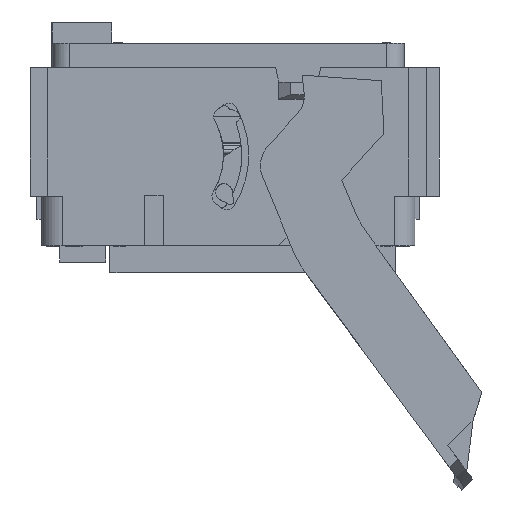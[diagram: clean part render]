
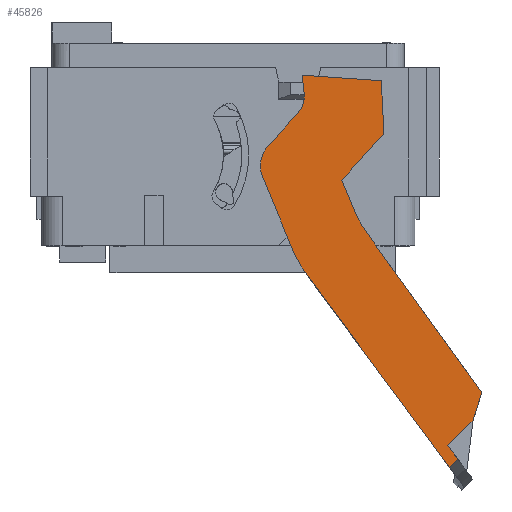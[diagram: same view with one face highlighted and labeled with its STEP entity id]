
A CAD part, front view. The second image highlights one B-rep face of the part: STEP entity #45826.
In plain terms, the highlighted planar face has unit normal (0, -1, 0).
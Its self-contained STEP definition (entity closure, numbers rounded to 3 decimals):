
#39953=PLANE('',#130504);
#45826=ADVANCED_FACE('',(#51646),#39953,.T.);
#51646=FACE_OUTER_BOUND('',#56899,.T.);
#56899=EDGE_LOOP('',(#99806,#99807,#99808,#99809,#99810,#99811,#99812,#99813,
#99814,#99815,#99816,#99817,#99818,#99819,#99820,#99821,#99822));
#65585=LINE('',#184418,#74632);
#65668=LINE('',#184666,#74715);
#65714=LINE('',#184759,#74761);
#65736=LINE('',#184800,#74783);
#65816=LINE('',#185033,#74864);
#65817=LINE('',#185037,#74865);
#65818=LINE('',#185041,#74866);
#65819=LINE('',#185043,#74867);
#65820=LINE('',#185044,#74868);
#65821=LINE('',#185047,#74869);
#65822=LINE('',#185049,#74870);
#65823=LINE('',#185051,#74871);
#65824=LINE('',#185053,#74872);
#74632=VECTOR('',#153764,1.);
#74715=VECTOR('',#153993,1.);
#74761=VECTOR('',#154065,1.);
#74783=VECTOR('',#154103,1.);
#74864=VECTOR('',#154324,1.);
#74865=VECTOR('',#154327,1.);
#74866=VECTOR('',#154330,1.);
#74867=VECTOR('',#154331,1.);
#74868=VECTOR('',#154332,1.);
#74869=VECTOR('',#154335,1.);
#74870=VECTOR('',#154336,1.);
#74871=VECTOR('',#154337,1.);
#74872=VECTOR('',#154338,1.);
#99806=ORIENTED_EDGE('',*,*,#121389,.T.);
#99807=ORIENTED_EDGE('',*,*,#121390,.F.);
#99808=ORIENTED_EDGE('',*,*,#121391,.T.);
#99809=ORIENTED_EDGE('',*,*,#121392,.T.);
#99810=ORIENTED_EDGE('',*,*,#121393,.T.);
#99811=ORIENTED_EDGE('',*,*,#121394,.T.);
#99812=ORIENTED_EDGE('',*,*,#121283,.F.);
#99813=ORIENTED_EDGE('',*,*,#121215,.F.);
#99814=ORIENTED_EDGE('',*,*,#121395,.F.);
#99815=ORIENTED_EDGE('',*,*,#121261,.F.);
#99816=ORIENTED_EDGE('',*,*,#121396,.F.);
#99817=ORIENTED_EDGE('',*,*,#121397,.T.);
#99818=ORIENTED_EDGE('',*,*,#121398,.F.);
#99819=ORIENTED_EDGE('',*,*,#121399,.F.);
#99820=ORIENTED_EDGE('',*,*,#121400,.F.);
#99821=ORIENTED_EDGE('',*,*,#121095,.T.);
#99822=ORIENTED_EDGE('',*,*,#121094,.T.);
#108554=VERTEX_POINT('',#184411);
#108556=VERTEX_POINT('',#184415);
#108557=VERTEX_POINT('',#184419);
#108640=VERTEX_POINT('',#184665);
#108641=VERTEX_POINT('',#184667);
#108674=VERTEX_POINT('',#184758);
#108675=VERTEX_POINT('',#184760);
#108686=VERTEX_POINT('',#184801);
#108741=VERTEX_POINT('',#185034);
#108742=VERTEX_POINT('',#185036);
#108743=VERTEX_POINT('',#185038);
#108744=VERTEX_POINT('',#185040);
#108745=VERTEX_POINT('',#185042);
#108746=VERTEX_POINT('',#185046);
#108747=VERTEX_POINT('',#185048);
#108748=VERTEX_POINT('',#185050);
#108749=VERTEX_POINT('',#185052);
#121094=EDGE_CURVE('',#108554,#108556,#122991,.T.);
#121095=EDGE_CURVE('',#108557,#108554,#65585,.T.);
#121215=EDGE_CURVE('',#108640,#108641,#65668,.T.);
#121261=EDGE_CURVE('',#108674,#108675,#65714,.T.);
#121283=EDGE_CURVE('',#108641,#108686,#65736,.T.);
#121389=EDGE_CURVE('',#108556,#108741,#65816,.T.);
#121390=EDGE_CURVE('',#108742,#108741,#123044,.T.);
#121391=EDGE_CURVE('',#108742,#108743,#65817,.T.);
#121392=EDGE_CURVE('',#108743,#108744,#123045,.T.);
#121393=EDGE_CURVE('',#108744,#108745,#65818,.T.);
#121394=EDGE_CURVE('',#108745,#108686,#65819,.T.);
#121395=EDGE_CURVE('',#108675,#108640,#65820,.T.);
#121396=EDGE_CURVE('',#108746,#108674,#123046,.T.);
#121397=EDGE_CURVE('',#108746,#108747,#65821,.T.);
#121398=EDGE_CURVE('',#108748,#108747,#65822,.T.);
#121399=EDGE_CURVE('',#108749,#108748,#65823,.T.);
#121400=EDGE_CURVE('',#108557,#108749,#65824,.T.);
#122991=CIRCLE('',#130335,4.1);
#123044=CIRCLE('',#130501,5.);
#123045=CIRCLE('',#130502,20.);
#123046=CIRCLE('',#130503,20.);
#130335=AXIS2_PLACEMENT_3D('',#184416,#153760,#153761);
#130501=AXIS2_PLACEMENT_3D('',#185035,#154325,#154326);
#130502=AXIS2_PLACEMENT_3D('',#185039,#154328,#154329);
#130503=AXIS2_PLACEMENT_3D('',#185045,#154333,#154334);
#130504=AXIS2_PLACEMENT_3D('',#185054,#154339,#154340);
#153760=DIRECTION('',(0.,1.,0.));
#153761=DIRECTION('',(-0.982,0.,-0.19));
#153764=DIRECTION('',(0.104,0.,-0.995));
#153993=DIRECTION('',(-0.709,0.,-0.705));
#154065=DIRECTION('',(0.585,0.,-0.811));
#154103=DIRECTION('',(0.595,0.,-0.803));
#154324=DIRECTION('',(-0.671,0.,-0.741));
#154325=DIRECTION('',(0.,1.,0.));
#154326=DIRECTION('',(-0.982,0.,-0.19));
#154327=DIRECTION('',(0.383,0.,-0.924));
#154328=DIRECTION('',(0.,-1.,0.));
#154329=DIRECTION('',(-0.982,0.,-0.19));
#154330=DIRECTION('',(0.595,0.,-0.803));
#154331=DIRECTION('',(0.709,0.,0.705));
#154332=DIRECTION('',(-0.294,0.,-0.956));
#154333=DIRECTION('',(0.,-1.,0.));
#154334=DIRECTION('',(-0.982,0.,-0.19));
#154335=DIRECTION('',(-0.383,0.,0.924));
#154336=DIRECTION('',(-0.671,0.,-0.741));
#154337=DIRECTION('',(0.052,0.,-0.999));
#154338=DIRECTION('',(0.998,0.,-0.07));
#154339=DIRECTION('',(0.,-1.,0.));
#154340=DIRECTION('',(-0.99,0.,-0.139));
#184411=CARTESIAN_POINT('',(-19.685,-39.286,26.043));
#184415=CARTESIAN_POINT('',(-20.725,-39.286,22.863));
#184416=CARTESIAN_POINT('',(-23.763,-39.286,25.616));
#184418=CARTESIAN_POINT('',(-19.563,-39.286,24.874));
#184419=CARTESIAN_POINT('',(-20.03,-39.286,29.338));
#184665=CARTESIAN_POINT('',(9.385,-39.286,-30.183));
#184666=CARTESIAN_POINT('',(16.207,-39.286,-23.404));
#184667=CARTESIAN_POINT('',(5.058,-39.286,-34.484));
#184758=CARTESIAN_POINT('',(-8.772,-39.286,1.987));
#184759=CARTESIAN_POINT('',(-17.137,-39.286,13.576));
#184760=CARTESIAN_POINT('',(10.897,-39.286,-25.263));
#184800=CARTESIAN_POINT('',(-25.822,-39.286,7.178));
#184801=CARTESIAN_POINT('',(6.773,-39.286,-36.798));
#185033=CARTESIAN_POINT('',(-26.092,-39.286,16.939));
#185034=CARTESIAN_POINT('',(-25.95,-39.286,17.096));
#185035=CARTESIAN_POINT('',(-22.244,-39.286,13.739));
#185036=CARTESIAN_POINT('',(-26.864,-39.286,11.825));
#185037=CARTESIAN_POINT('',(-25.842,-39.286,9.36));
#185038=CARTESIAN_POINT('',(-21.639,-39.286,-0.786));
#185039=CARTESIAN_POINT('',(-3.162,-39.286,6.869));
#185040=CARTESIAN_POINT('',(-19.229,-39.286,-5.04));
#185041=CARTESIAN_POINT('',(-27.412,-39.286,5.999));
#185042=CARTESIAN_POINT('',(5.355,-39.286,-38.208));
#185043=CARTESIAN_POINT('',(5.538,-39.286,-38.026));
#185044=CARTESIAN_POINT('',(5.166,-39.286,-43.915));
#185045=CARTESIAN_POINT('',(7.444,-39.286,13.693));
#185046=CARTESIAN_POINT('',(-11.033,-39.286,6.038));
#185047=CARTESIAN_POINT('',(-14.377,-39.286,14.11));
#185048=CARTESIAN_POINT('',(-13.201,-39.286,11.271));
#185049=CARTESIAN_POINT('',(-15.435,-39.286,8.805));
#185050=CARTESIAN_POINT('',(-5.948,-39.286,19.275));
#185051=CARTESIAN_POINT('',(-5.614,-39.286,12.846));
#185052=CARTESIAN_POINT('',(-6.421,-39.286,28.38));
#185053=CARTESIAN_POINT('',(-17.921,-39.286,29.19));
#185054=CARTESIAN_POINT('',(-19.121,-39.286,12.145));
